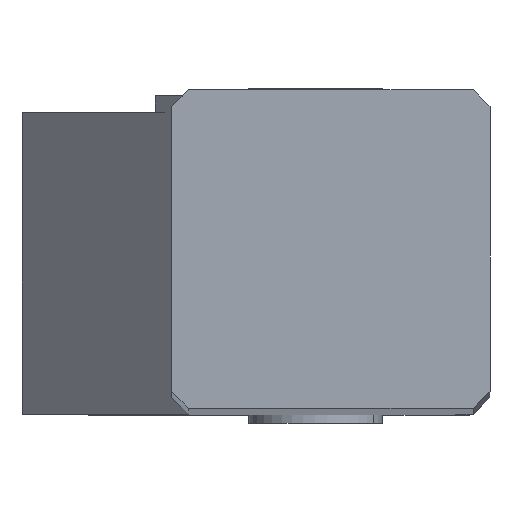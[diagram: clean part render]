
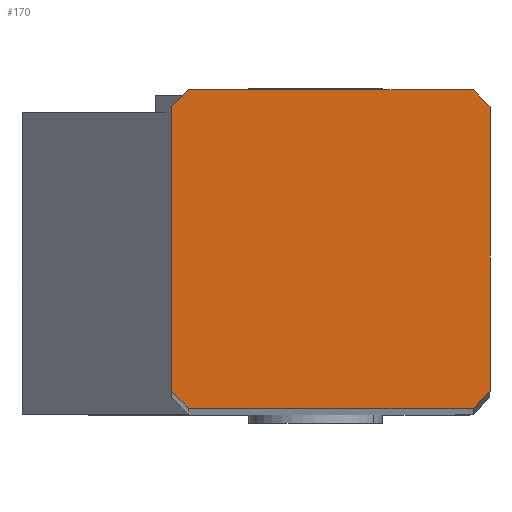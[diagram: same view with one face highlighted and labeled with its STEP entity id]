
A CAD part, top view. The second image highlights one B-rep face of the part: STEP entity #170.
In plain terms, the highlighted planar face has unit normal (0, 0, 1).
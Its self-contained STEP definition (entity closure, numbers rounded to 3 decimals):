
#113=FACE_OUTER_BOUND('',#262,.T.);
#170=ADVANCED_FACE('',(#113),#224,.T.);
#224=PLANE('',#1240);
#262=EDGE_LOOP('',(#467,#468,#469,#470,#471,#472,#473,#474));
#467=ORIENTED_EDGE('',*,*,#858,.F.);
#468=ORIENTED_EDGE('',*,*,#859,.T.);
#469=ORIENTED_EDGE('',*,*,#860,.F.);
#470=ORIENTED_EDGE('',*,*,#861,.T.);
#471=ORIENTED_EDGE('',*,*,#862,.F.);
#472=ORIENTED_EDGE('',*,*,#797,.T.);
#473=ORIENTED_EDGE('',*,*,#793,.T.);
#474=ORIENTED_EDGE('',*,*,#855,.T.);
#683=VERTEX_POINT('',#1676);
#684=VERTEX_POINT('',#1678);
#687=VERTEX_POINT('',#1686);
#728=VERTEX_POINT('',#1821);
#729=VERTEX_POINT('',#1825);
#730=VERTEX_POINT('',#1829);
#731=VERTEX_POINT('',#1831);
#732=VERTEX_POINT('',#1833);
#793=EDGE_CURVE('',#684,#683,#955,.T.);
#797=EDGE_CURVE('',#687,#684,#957,.T.);
#855=EDGE_CURVE('',#683,#728,#1004,.T.);
#858=EDGE_CURVE('',#729,#728,#1007,.T.);
#859=EDGE_CURVE('',#729,#730,#1008,.T.);
#860=EDGE_CURVE('',#731,#730,#1009,.T.);
#861=EDGE_CURVE('',#731,#732,#1010,.T.);
#862=EDGE_CURVE('',#687,#732,#1011,.T.);
#955=LINE('',#1677,#1049);
#957=LINE('',#1685,#1051);
#1004=LINE('',#1820,#1098);
#1007=LINE('',#1826,#1101);
#1008=LINE('',#1828,#1102);
#1009=LINE('',#1830,#1103);
#1010=LINE('',#1832,#1104);
#1011=LINE('',#1834,#1105);
#1049=VECTOR('',#1347,1.);
#1051=VECTOR('',#1355,1.);
#1098=VECTOR('',#1452,1.);
#1101=VECTOR('',#1457,1.);
#1102=VECTOR('',#1460,1.);
#1103=VECTOR('',#1461,1.);
#1104=VECTOR('',#1462,1.);
#1105=VECTOR('',#1463,1.);
#1240=AXIS2_PLACEMENT_3D('',#1835,#1464,#1465);
#1347=DIRECTION('',(1.,0.,0.));
#1355=DIRECTION('',(0.707,-0.707,0.));
#1452=DIRECTION('',(0.707,0.707,0.));
#1457=DIRECTION('',(0.,-1.,0.));
#1460=DIRECTION('',(-0.707,0.707,0.));
#1461=DIRECTION('',(1.,0.,0.));
#1462=DIRECTION('',(-0.707,-0.707,0.));
#1463=DIRECTION('',(0.,1.,0.));
#1464=DIRECTION('',(0.,0.,1.));
#1465=DIRECTION('',(-1.,0.,0.));
#1676=CARTESIAN_POINT('',(9.025,0.,0.));
#1677=CARTESIAN_POINT('',(0.5,0.,0.));
#1678=CARTESIAN_POINT('',(0.5,0.,0.));
#1685=CARTESIAN_POINT('',(0.,0.5,0.));
#1686=CARTESIAN_POINT('',(0.,0.5,0.));
#1820=CARTESIAN_POINT('',(9.025,0.,0.));
#1821=CARTESIAN_POINT('',(9.525,0.5,0.));
#1825=CARTESIAN_POINT('',(9.525,9.025,0.));
#1826=CARTESIAN_POINT('',(9.525,9.025,0.));
#1828=CARTESIAN_POINT('',(9.525,9.025,0.));
#1829=CARTESIAN_POINT('',(9.025,9.525,0.));
#1830=CARTESIAN_POINT('',(0.5,9.525,0.));
#1831=CARTESIAN_POINT('',(0.5,9.525,0.));
#1832=CARTESIAN_POINT('',(0.5,9.525,0.));
#1833=CARTESIAN_POINT('',(0.,9.025,0.));
#1834=CARTESIAN_POINT('',(0.,0.5,0.));
#1835=CARTESIAN_POINT('',(4.763,4.763,0.));
